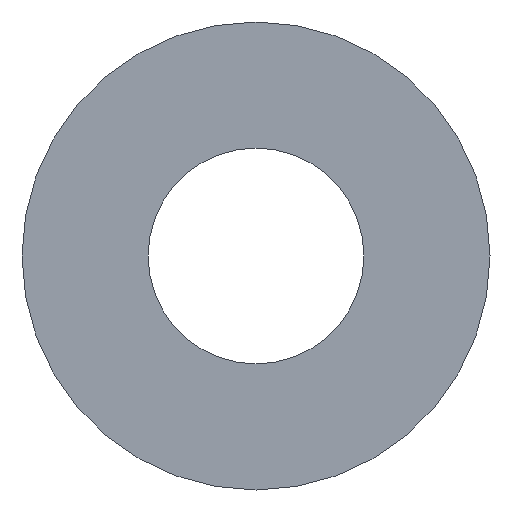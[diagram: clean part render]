
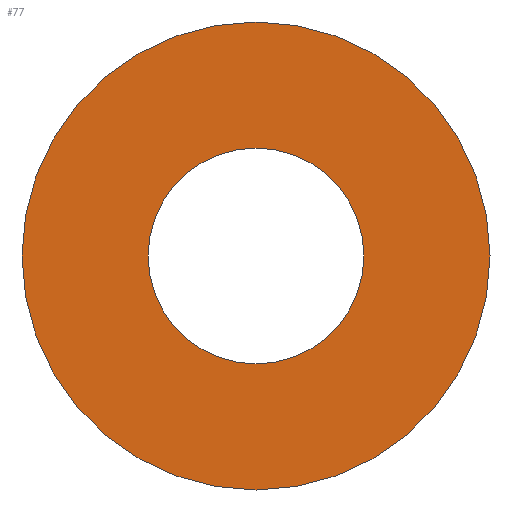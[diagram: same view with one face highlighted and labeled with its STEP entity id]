
A CAD part, front view. The second image highlights one B-rep face of the part: STEP entity #77.
In plain terms, the highlighted planar face has unit normal (0, -1, 0).
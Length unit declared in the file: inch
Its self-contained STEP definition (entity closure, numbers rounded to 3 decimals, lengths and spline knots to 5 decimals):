
#22 = CARTESIAN_POINT ( 'NONE',  ( 0., 0., -0.1875 ) ) ;
#23 = DIRECTION ( 'NONE',  ( 0., 0., 1. ) ) ;
#24 = DIRECTION ( 'NONE',  ( 0., 1., 0. ) ) ;
#25 = CARTESIAN_POINT ( 'NONE',  ( 0., 0., 0. ) ) ;
#26 = AXIS2_PLACEMENT_3D ( 'NONE', #25, #24, #23 ) ;
#27 = CIRCLE ( 'NONE', #26, 0.1875 ) ;
#30 = CARTESIAN_POINT ( 'NONE',  ( 0., 0., 0.1875 ) ) ;
#45 = VERTEX_POINT ( 'NONE', #161 ) ;
#48 = EDGE_CURVE ( 'NONE', #50, #45, #129, .T. ) ;
#50 = VERTEX_POINT ( 'NONE', #125 ) ;
#60 = ORIENTED_EDGE ( 'NONE', *, *, #48, .T. ) ;
#61 = ORIENTED_EDGE ( 'NONE', *, *, #66, .T. ) ;
#62 = ORIENTED_EDGE ( 'NONE', *, *, #63, .F. ) ;
#63 = EDGE_CURVE ( 'NONE', #132, #94, #146, .T. ) ;
#66 = EDGE_CURVE ( 'NONE', #45, #50, #140, .T. ) ;
#69 = ORIENTED_EDGE ( 'NONE', *, *, #130, .F. ) ;
#70 = EDGE_LOOP ( 'NONE', ( #60, #61 ) ) ;
#77 = ADVANCED_FACE ( 'NONE', ( #107, #106 ), #105, .F. ) ;
#78 = EDGE_LOOP ( 'NONE', ( #62, #69 ) ) ;
#94 = VERTEX_POINT ( 'NONE', #30 ) ;
#101 = DIRECTION ( 'NONE',  ( 0., 0., 1. ) ) ;
#102 = DIRECTION ( 'NONE',  ( 0., 1., 0. ) ) ;
#103 = CARTESIAN_POINT ( 'NONE',  ( 0., 0., 0. ) ) ;
#104 = AXIS2_PLACEMENT_3D ( 'NONE', #103, #102, #101 ) ;
#105 = PLANE ( 'NONE',  #104 ) ;
#106 = FACE_BOUND ( 'NONE', #70, .T. ) ;
#107 = FACE_OUTER_BOUND ( 'NONE', #78, .T. ) ;
#125 = CARTESIAN_POINT ( 'NONE',  ( 0., 0., -0.0865 ) ) ;
#126 = DIRECTION ( 'NONE',  ( 0., 0., 1. ) ) ;
#127 = DIRECTION ( 'NONE',  ( 0., 1., 0. ) ) ;
#128 = AXIS2_PLACEMENT_3D ( 'NONE', #159, #127, #126 ) ;
#129 = CIRCLE ( 'NONE', #128, 0.0865 ) ;
#130 = EDGE_CURVE ( 'NONE', #94, #132, #27, .T. ) ;
#132 = VERTEX_POINT ( 'NONE', #22 ) ;
#137 = DIRECTION ( 'NONE',  ( 0., 0., 1. ) ) ;
#138 = DIRECTION ( 'NONE',  ( 0., 1., 0. ) ) ;
#139 = AXIS2_PLACEMENT_3D ( 'NONE', #147, #138, #137 ) ;
#140 = CIRCLE ( 'NONE', #139, 0.0865 ) ;
#142 = DIRECTION ( 'NONE',  ( 0., 0., 1. ) ) ;
#143 = DIRECTION ( 'NONE',  ( 0., 1., 0. ) ) ;
#144 = CARTESIAN_POINT ( 'NONE',  ( 0., 0., 0. ) ) ;
#145 = AXIS2_PLACEMENT_3D ( 'NONE', #144, #143, #142 ) ;
#146 = CIRCLE ( 'NONE', #145, 0.1875 ) ;
#147 = CARTESIAN_POINT ( 'NONE',  ( 0., 0., 0. ) ) ;
#159 = CARTESIAN_POINT ( 'NONE',  ( 0., 0., 0. ) ) ;
#161 = CARTESIAN_POINT ( 'NONE',  ( 0., 0., 0.0865 ) ) ;
